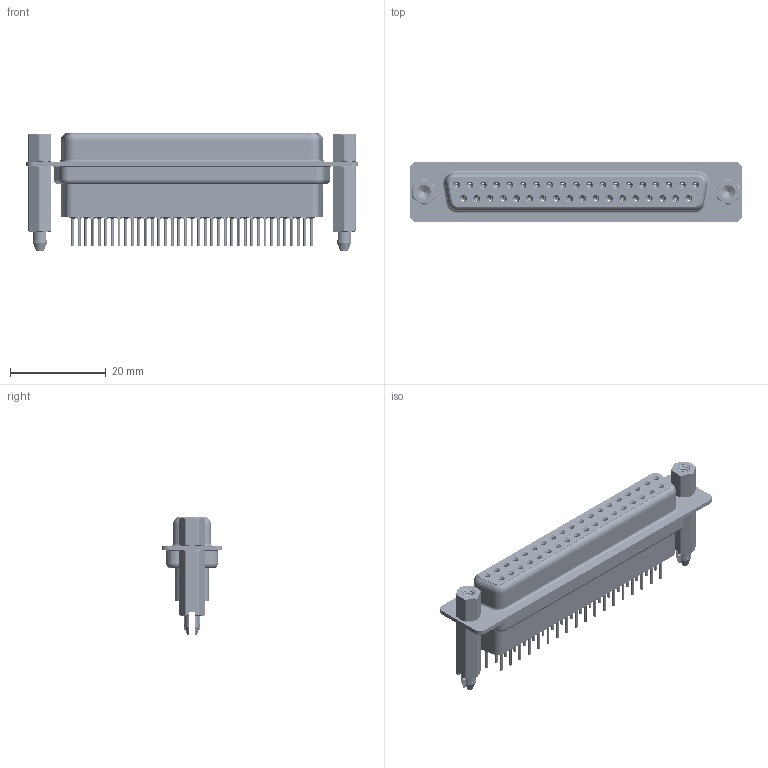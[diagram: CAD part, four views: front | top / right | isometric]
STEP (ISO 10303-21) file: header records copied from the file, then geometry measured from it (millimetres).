
FILE_DESCRIPTION (( 'STEP AP203' ), '1' );
FILE_NAME ('628-037-661-277.STEP', '2020-07-14T21:59:00', ( '' ), ( '' ), 'SwSTEP 2.0', 'SolidWorks 2020', '' );
FILE_SCHEMA (( 'CONFIG_CONTROL_DESIGN' ));
Length unit declared in the file: millimetre
Products named in the file (8): 628 Shell Front_37 Contacts; 628-037-661-277; 628 4-40 Threaded Boardlock_HP61; 628 Contact Row 2_61; 628 Shell Rear_37 Contacts; 628 4-40 Hex Standoff; 628 Contact Row 1_61; 628 Housing_37 HP
Assembly tree (44 placements, depth 2):
  628-037-661-277
    628 Housing_37 HP
    628 Shell Front_37 Contacts
    628 Shell Rear_37 Contacts
    628 Contact Row 1_61  x19
    628 Contact Row 2_61  x18
    628 4-40 Hex Standoff  x2
    628 4-40 Threaded Boardlock_HP61  x2
Bounding box: 69.3 x 12.6 x 24.6 mm (x, y, z)
Volume: 7614.7 mm3; surface area: 17372.7 mm2
Topology: 44 solids, 44 shells, 5030 faces, 12957 edges, 8098 vertices
Faces by surface type: cylinder 1462, plane 1268, torus 951, bspline 758, cone 591
Entity records: 38494 total; most frequent: CARTESIAN_POINT 12016, DIRECTION 5397, ORIENTED_EDGE 5004, EDGE_CURVE 2502, AXIS2_PLACEMENT_3D 2254, VERTEX_POINT 1590, EDGE_LOOP 1256, CIRCLE 1209
